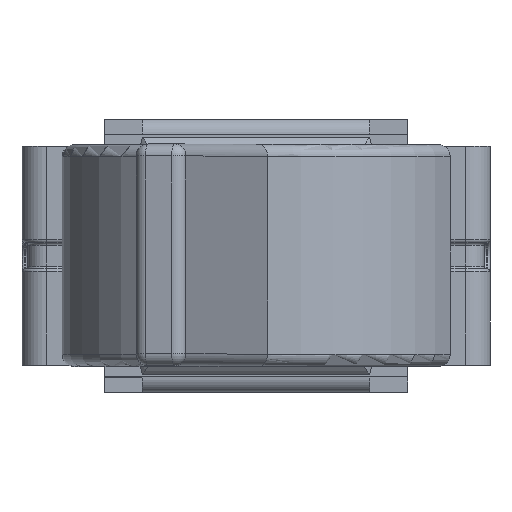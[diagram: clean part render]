
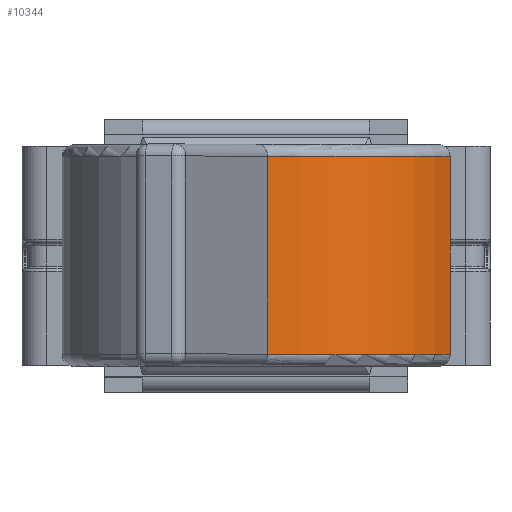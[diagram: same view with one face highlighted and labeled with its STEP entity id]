
A CAD part, top view. The second image highlights one B-rep face of the part: STEP entity #10344.
In plain terms, the highlighted cylindrical face has radius 8.43 mm (diameter 16.86 mm), a partial arc.
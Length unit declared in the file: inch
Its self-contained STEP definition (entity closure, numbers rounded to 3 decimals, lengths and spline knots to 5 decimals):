
#623=FACE_OUTER_BOUND('',#1246,.T.);
#1246=EDGE_LOOP('',(#7206,#7207,#7208,#7209));
#1896=LINE('',#15412,#3041);
#1910=LINE('',#15454,#3055);
#3041=VECTOR('',#12156,0.3937);
#3055=VECTOR('',#12206,0.3937);
#4163=CIRCLE('',#10982,0.33189);
#4165=CIRCLE('',#10993,0.33189);
#4494=VERTEX_POINT('',#15263);
#4497=VERTEX_POINT('',#15268);
#4498=VERTEX_POINT('',#15297);
#4503=VERTEX_POINT('',#15342);
#5472=EDGE_CURVE('',#4497,#4494,#4163,.T.);
#5492=EDGE_CURVE('',#4503,#4498,#4165,.T.);
#5527=EDGE_CURVE('',#4503,#4494,#1896,.T.);
#5547=EDGE_CURVE('',#4498,#4497,#1910,.T.);
#7206=ORIENTED_EDGE('',*,*,#5492,.F.);
#7207=ORIENTED_EDGE('',*,*,#5527,.T.);
#7208=ORIENTED_EDGE('',*,*,#5472,.F.);
#7209=ORIENTED_EDGE('',*,*,#5547,.F.);
#10153=CYLINDRICAL_SURFACE('',#11028,0.33189);
#10344=ADVANCED_FACE('',(#623),#10153,.T.);
#10982=AXIS2_PLACEMENT_3D('',#15283,#12054,#12055);
#10993=AXIS2_PLACEMENT_3D('',#15344,#12092,#12093);
#11028=AXIS2_PLACEMENT_3D('',#15453,#12204,#12205);
#12054=DIRECTION('center_axis',(0.,1.,0.));
#12055=DIRECTION('ref_axis',(0.563,0.,0.826));
#12092=DIRECTION('center_axis',(0.,-1.,0.));
#12093=DIRECTION('ref_axis',(0.563,0.,0.826));
#12156=DIRECTION('',(0.,1.,0.));
#12204=DIRECTION('center_axis',(0.,1.,0.));
#12205=DIRECTION('ref_axis',(0.019,0.,1.));
#12206=DIRECTION('',(0.,1.,0.));
#15263=CARTESIAN_POINT('',(0.31941,0.1628,0.62014));
#15268=CARTESIAN_POINT('',(0.01912,0.1628,0.82496));
#15283=CARTESIAN_POINT('Origin',(0.01278,0.1628,0.49313));
#15297=CARTESIAN_POINT('',(0.01912,-0.1628,0.82496));
#15342=CARTESIAN_POINT('',(0.31941,-0.1628,0.62014));
#15344=CARTESIAN_POINT('Origin',(0.01278,-0.1628,
0.49313));
#15412=CARTESIAN_POINT('',(0.31941,-0.18248,0.62014));
#15453=CARTESIAN_POINT('Origin',(0.01278,-0.18248,0.49313));
#15454=CARTESIAN_POINT('',(0.01912,-0.18248,0.82496));
